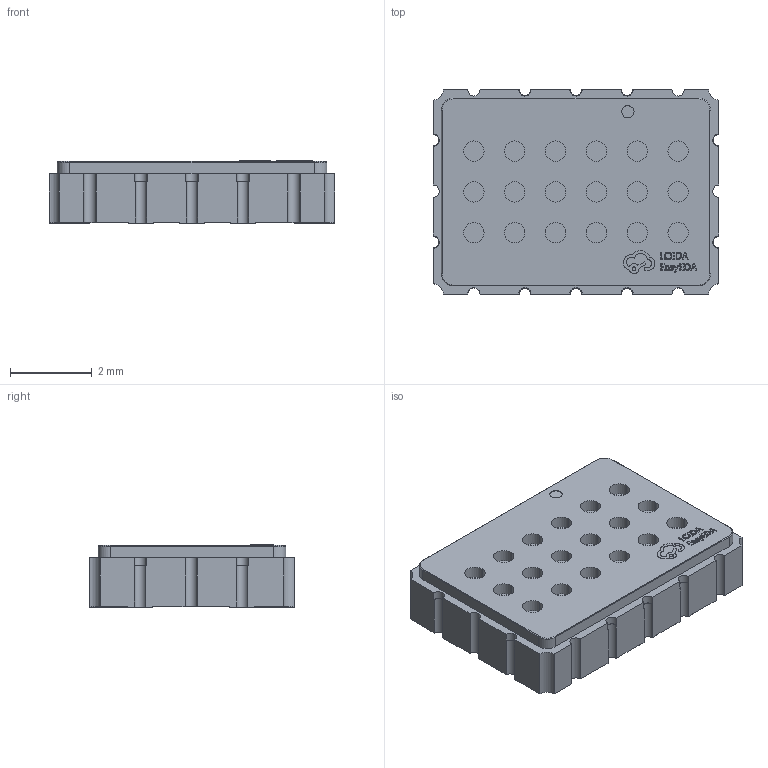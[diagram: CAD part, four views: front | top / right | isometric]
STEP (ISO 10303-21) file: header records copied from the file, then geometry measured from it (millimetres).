
FILE_DESCRIPTION (( 'STEP AP214' ), '1' );
FILE_NAME ('SENSOR-SMD_L7.0-W5.0-P1.25.STEP', '2023-11-04T14:00:39', ( '' ), ( '' ), 'SwSTEP 2.0', 'SolidWorks 2020', '' );
FILE_SCHEMA (( 'AUTOMOTIVE_DESIGN' ));
Length unit declared in the file: millimetre
Products named in the file (1): SENSOR-SMD_L7.0-W5.0-P1.25
Bounding box: 7 x 5 x 1.52 mm (x, y, z)
Volume: 49.2 mm3; surface area: 115.4 mm2
Topology: 1 solids, 1 shells, 405 faces, 1084 edges, 720 vertices
Faces by surface type: plane 222, bspline 98, cylinder 81, torus 4
Entity records: 17621 total; most frequent: CARTESIAN_POINT 3516, ORIENTED_EDGE 2168, DIRECTION 1666, EDGE_CURVE 1084, VERTEX_POINT 720, VECTOR 718, LINE 718, AXIS2_PLACEMENT_3D 474
